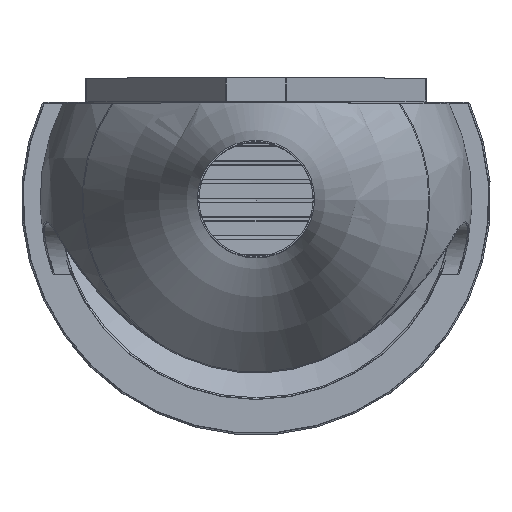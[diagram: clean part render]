
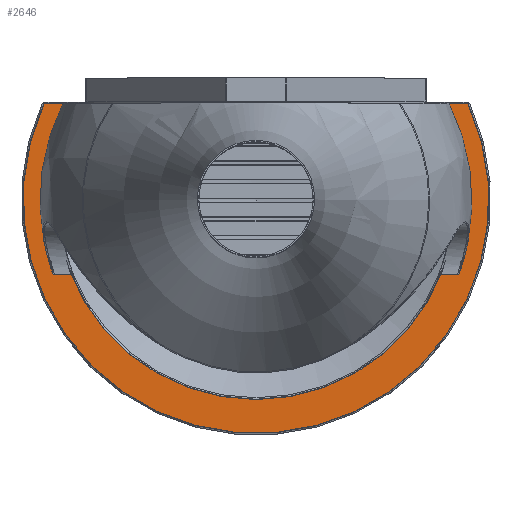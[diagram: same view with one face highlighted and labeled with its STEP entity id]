
A CAD part, top view. The second image highlights one B-rep face of the part: STEP entity #2646.
In plain terms, the highlighted planar face has unit normal (0, 0, 1).
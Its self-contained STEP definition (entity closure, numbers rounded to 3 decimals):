
#2646=ADVANCED_FACE('',(#7182),#7183,.F.);
#7182=FACE_OUTER_BOUND('',#13870,.T.);
#7183=PLANE('',#13871);
#13870=EDGE_LOOP('',(#50863,#50864,#50865,#50866));
#13871=AXIS2_PLACEMENT_3D('',#50867,#50868,#50869);
#50863=ORIENTED_EDGE('',*,*,#66706,.F.);
#50864=ORIENTED_EDGE('',*,*,#66701,.T.);
#50865=ORIENTED_EDGE('',*,*,#66737,.F.);
#50866=ORIENTED_EDGE('',*,*,#66723,.T.);
#50867=CARTESIAN_POINT('',(-451.0,0.0,450.0));
#50868=DIRECTION('',(0.0,0.0,-1.0));
#50869=DIRECTION('',(0.0,-1.0,0.0));
#66701=EDGE_CURVE('',#73998,#73999,#74000,.T.);
#66706=EDGE_CURVE('',#73998,#74007,#74008,.T.);
#66723=EDGE_CURVE('',#74037,#74007,#74038,.T.);
#66737=EDGE_CURVE('',#74037,#73999,#74058,.T.);
#73998=VERTEX_POINT('',#84282);
#73999=VERTEX_POINT('',#84283);
#74000=CIRCLE('',#84284,486.2);
#74007=VERTEX_POINT('',#84327);
#74008=LINE('',#84328,#84329);
#74037=VERTEX_POINT('',#84408);
#74038=CIRCLE('',#84409,415.8);
#74058=LINE('',#84462,#84463);
#84282=CARTESIAN_POINT('',(-442.023,202.5,450.0));
#84283=CARTESIAN_POINT('',(442.023,202.5,450.0));
#84284=AXIS2_PLACEMENT_3D('',#115427,#115428,#115429);
#84327=CARTESIAN_POINT('',(-363.158,202.5,450.0));
#84328=CARTESIAN_POINT('',(-451.0,202.5,450.0));
#84329=VECTOR('',#115433,1.0);
#84408=CARTESIAN_POINT('',(363.158,202.5,450.0));
#84409=AXIS2_PLACEMENT_3D('',#115450,#115451,#115452);
#84462=CARTESIAN_POINT('',(-451.0,202.5,450.0));
#84463=VECTOR('',#115466,1.0);
#115427=CARTESIAN_POINT('',(0.0,0.0,450.0));
#115428=DIRECTION('',(0.0,0.0,1.0));
#115429=DIRECTION('',(-1.0,0.0,0.0));
#115433=DIRECTION('',(1.0,0.0,0.0));
#115450=CARTESIAN_POINT('',(0.0,0.0,450.0));
#115451=DIRECTION('',(0.0,0.0,-1.0));
#115452=DIRECTION('',(-1.0,0.0,0.0));
#115466=DIRECTION('',(1.0,0.0,0.0));
